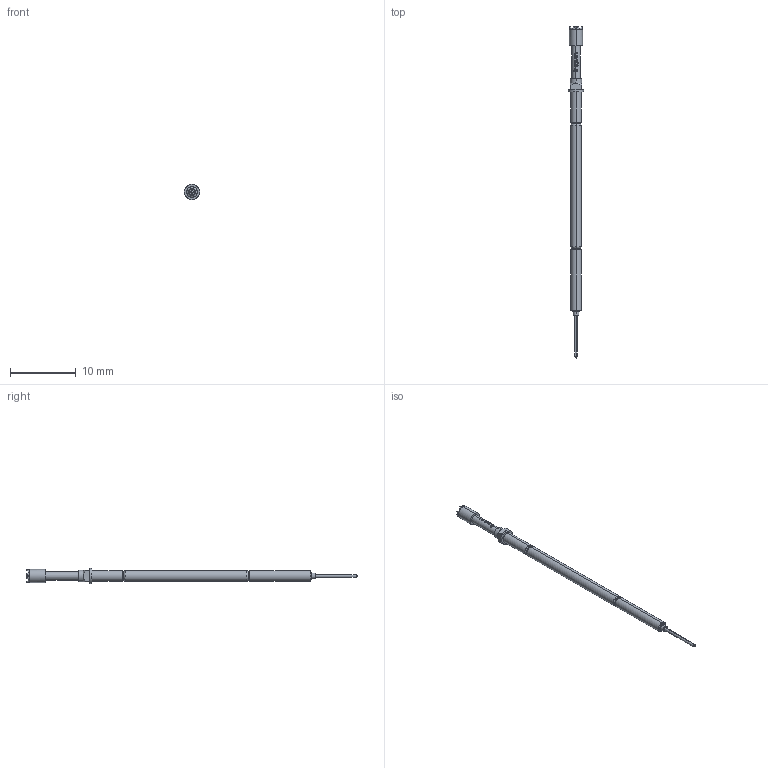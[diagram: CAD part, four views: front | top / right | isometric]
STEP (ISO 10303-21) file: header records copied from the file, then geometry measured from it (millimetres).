
FILE_DESCRIPTION (( 'STEP AP203' ), '1' );
FILE_NAME ('INGUN_DPS-215_304_027_A_xx06_M.STEP', '2021-08-18T11:07:38', ( 'ochi' ), ( '' ), 'SwSTEP 2.0', 'SolidWorks 2018', '' );
FILE_SCHEMA (( 'CONFIG_CONTROL_DESIGN' ));
Length unit declared in the file: millimetre
Products named in the file (1): INGUN_DPS-215_304_027_A_xx06_M
Bounding box: 2.3 x 50.5 x 2.3 mm (x, y, z)
Volume: 91.8 mm3; surface area: 249.6 mm2
Topology: 1 solids, 1 shells, 219 faces, 535 edges, 324 vertices
Faces by surface type: plane 127, cylinder 40, bspline 22, cone 22, torus 8
Entity records: 6948 total; most frequent: CARTESIAN_POINT 2463, ORIENTED_EDGE 1066, DIRECTION 713, EDGE_CURVE 533, VERTEX_POINT 324, AXIS2_PLACEMENT_3D 282, EDGE_LOOP 227, ADVANCED_FACE 219
